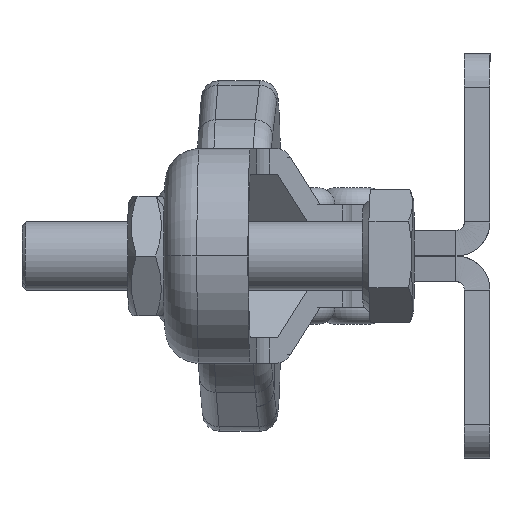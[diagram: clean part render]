
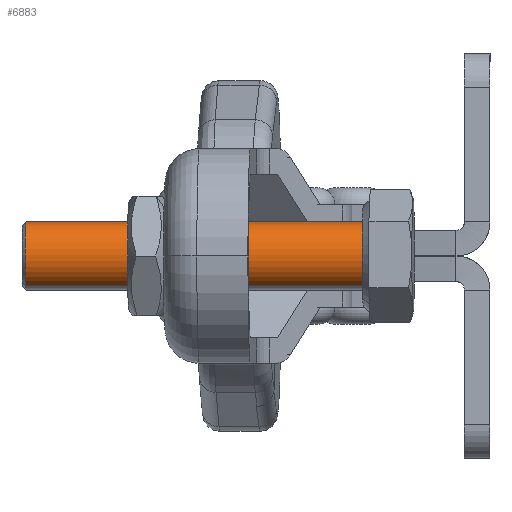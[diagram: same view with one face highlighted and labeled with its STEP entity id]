
A CAD part, left-side view. The second image highlights one B-rep face of the part: STEP entity #6883.
In plain terms, the highlighted cylindrical face has radius 2 mm (diameter 4 mm), a partial arc.
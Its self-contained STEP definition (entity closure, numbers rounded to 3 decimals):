
#105 = AXIS2_PLACEMENT_3D ( 'NONE', #7184, #7185, #7187 ) ;
#106 = AXIS2_PLACEMENT_3D ( 'NONE', #7196, #7197, #7199 ) ;
#2695 = CIRCLE ( 'NONE', #105, 2. ) ;
#2697 = LINE ( 'NONE', #7170, #2699 ) ;
#2698 = LINE ( 'NONE', #7183, #2702 ) ;
#2699 = VECTOR ( 'NONE', #7158, 1000. ) ;
#2700 = CIRCLE ( 'NONE', #106, 2. ) ;
#2702 = VECTOR ( 'NONE', #7180, 1000. ) ;
#6883 = ADVANCED_FACE ( 'NONE', ( #15200 ), #15204, .T. ) ;
#7158 = DIRECTION ( 'NONE',  ( -1., 0., 0. ) ) ;
#7170 = CARTESIAN_POINT ( 'NONE',  ( 22.925, 0., 2. ) ) ;
#7180 = DIRECTION ( 'NONE',  ( -1., 0., 0. ) ) ;
#7183 = CARTESIAN_POINT ( 'NONE',  ( 22.925, 0., -2. ) ) ;
#7184 = CARTESIAN_POINT ( 'NONE',  ( 2.925, 0., 0. ) ) ;
#7185 = DIRECTION ( 'NONE',  ( 1., 0., 0. ) ) ;
#7187 = DIRECTION ( 'NONE',  ( 0., 0., -1. ) ) ;
#7196 = CARTESIAN_POINT ( 'NONE',  ( 22.725, 0., 0. ) ) ;
#7197 = DIRECTION ( 'NONE',  ( -1., 0., 0. ) ) ;
#7199 = DIRECTION ( 'NONE',  ( 0., 0., -1. ) ) ;
#9794 = AXIS2_PLACEMENT_3D ( 'NONE', #17001, #16961, #16957 ) ;
#11552 = EDGE_LOOP ( 'NONE', ( #25203, #25204, #25205, #25206 ) ) ;
#11607 = VERTEX_POINT ( 'NONE', #27087 ) ;
#11611 = VERTEX_POINT ( 'NONE', #27082 ) ;
#11626 = VERTEX_POINT ( 'NONE', #27121 ) ;
#11634 = VERTEX_POINT ( 'NONE', #27135 ) ;
#15200 = FACE_OUTER_BOUND ( 'NONE', #11552, .T. ) ;
#15204 = CYLINDRICAL_SURFACE ( 'NONE', #9794, 2. ) ;
#16957 = DIRECTION ( 'NONE',  ( 0., 0., 1. ) ) ;
#16961 = DIRECTION ( 'NONE',  ( -1., 0., 0. ) ) ;
#17001 = CARTESIAN_POINT ( 'NONE',  ( 22.925, 0., 0. ) ) ;
#25203 = ORIENTED_EDGE ( 'NONE', *, *, #27088, .T. ) ;
#25204 = ORIENTED_EDGE ( 'NONE', *, *, #27083, .T. ) ;
#25205 = ORIENTED_EDGE ( 'NONE', *, *, #27081, .T. ) ;
#25206 = ORIENTED_EDGE ( 'NONE', *, *, #27078, .F. ) ;
#27078 = EDGE_CURVE ( 'NONE', #11611, #11607, #2697, .T. ) ;
#27081 = EDGE_CURVE ( 'NONE', #11626, #11607, #2695, .T. ) ;
#27082 = CARTESIAN_POINT ( 'NONE',  ( 22.725, 0., 2. ) ) ;
#27083 = EDGE_CURVE ( 'NONE', #11634, #11626, #2698, .T. ) ;
#27087 = CARTESIAN_POINT ( 'NONE',  ( 2.925, 0., 2. ) ) ;
#27088 = EDGE_CURVE ( 'NONE', #11611, #11634, #2700, .T. ) ;
#27121 = CARTESIAN_POINT ( 'NONE',  ( 2.925, 0., -2. ) ) ;
#27135 = CARTESIAN_POINT ( 'NONE',  ( 22.725, 0., -2. ) ) ;
